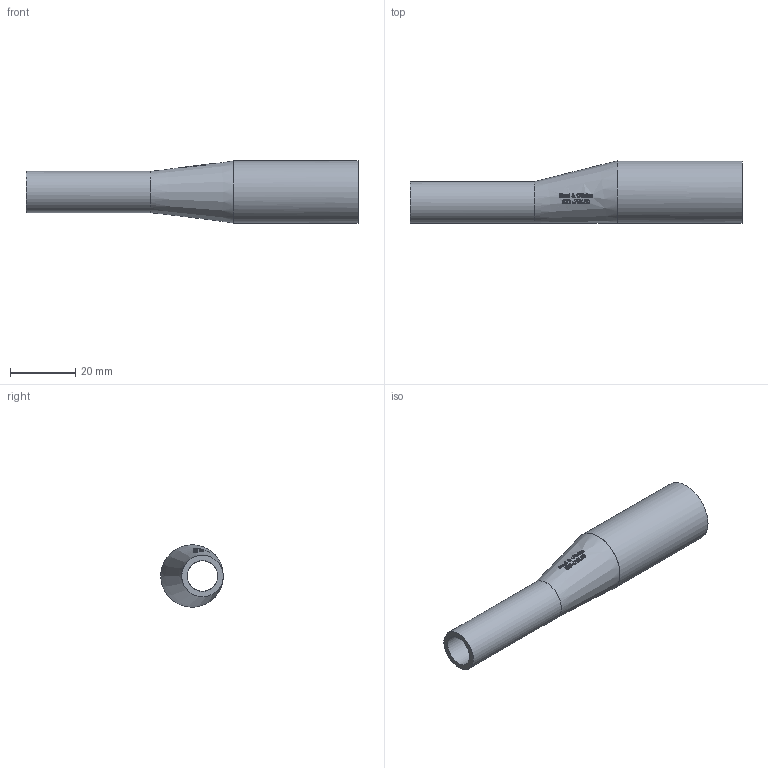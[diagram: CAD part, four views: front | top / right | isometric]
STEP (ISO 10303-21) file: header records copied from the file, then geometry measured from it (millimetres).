
FILE_DESCRIPTION(/* description */ (''),/* implementation_level */ '2;1');
FILE_NAME(/* name */ 'S32-.75X.50.stp',/* time_stamp */ '2018-11-28T14:26:50-05:00',/* author */ ('rick'),/* organization */ (''),/* preprocessor_version */ 'ST-DEVELOPER v15.2',/* originating_system */ 'Autodesk Inventor 2014',/* authorisation */ '');
FILE_SCHEMA (('AUTOMOTIVE_DESIGN { 1 0 10303 214 3 1 1 }'));
Length unit declared in the file: inch
Products named in the file (1): S32-.75X.50
Bounding box: 101.6 x 19.12 x 19.05 mm (x, y, z)
Volume: 7514.3 mm3; surface area: 9269 mm2
Topology: 1 solids, 1 shells, 398 faces, 1072 edges, 710 vertices
Faces by surface type: bspline 203, plane 155, cone 36, cylinder 4
Full cylindrical faces by diameter (mm): 9.398 x1, 12.7 x1, 15.748 x1, 19.05 x1
Entity records: 15933 total; most frequent: CARTESIAN_POINT 7371, ORIENTED_EDGE 2124, DIRECTION 1150, EDGE_CURVE 1062, VERTEX_POINT 706, EDGE_LOOP 440, LINE 406, VECTOR 406
